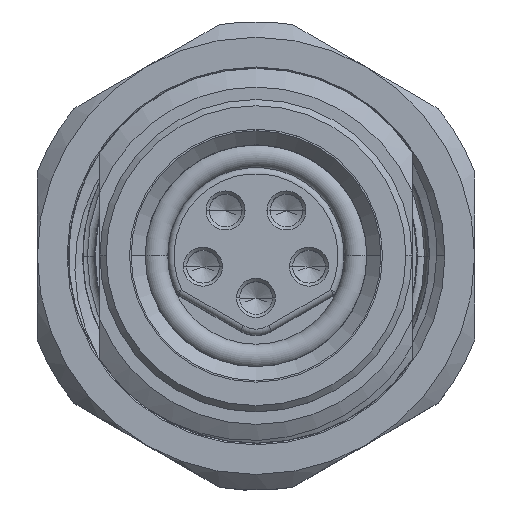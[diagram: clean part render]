
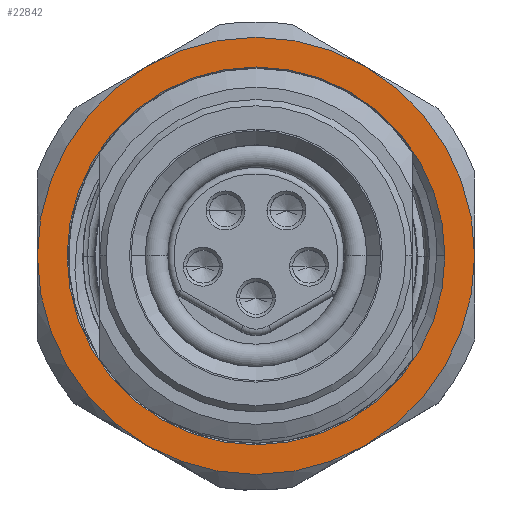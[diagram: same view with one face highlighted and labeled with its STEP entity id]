
A CAD part, top view. The second image highlights one B-rep face of the part: STEP entity #22842.
In plain terms, the highlighted planar face has unit normal (0, 0, 1).
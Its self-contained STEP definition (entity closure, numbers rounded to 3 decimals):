
#21440=CARTESIAN_POINT('',(0.,0.,2.2));
#21441=DIRECTION('',(0.,0.,-1.));
#21442=DIRECTION('',(1.,0.,0.));
#21443=AXIS2_PLACEMENT_3D('',#21440,#21441,#21442);
#21445=CARTESIAN_POINT('',(0.,0.,2.2));
#21446=DIRECTION('',(0.,0.,-1.));
#21447=DIRECTION('',(-1.,0.,0.));
#21448=AXIS2_PLACEMENT_3D('',#21445,#21446,#21447);
#21450=CARTESIAN_POINT('',(0.,0.,2.2));
#21451=DIRECTION('',(0.,0.,-1.));
#21452=DIRECTION('',(0.5,0.866,0.));
#21453=AXIS2_PLACEMENT_3D('',#21450,#21451,#21452);
#21455=CARTESIAN_POINT('',(0.,0.,2.2));
#21456=DIRECTION('',(0.,0.,-1.));
#21457=DIRECTION('',(1.,0.,0.));
#21458=AXIS2_PLACEMENT_3D('',#21455,#21456,#21457);
#21460=CARTESIAN_POINT('',(0.,0.,2.2));
#21461=DIRECTION('',(0.,0.,-1.));
#21462=DIRECTION('',(-0.5,-0.866,0.));
#21463=AXIS2_PLACEMENT_3D('',#21460,#21461,#21462);
#21465=CARTESIAN_POINT('',(0.,0.,2.2));
#21466=DIRECTION('',(0.,0.,-1.));
#21467=DIRECTION('',(-1.,0.,0.));
#21468=AXIS2_PLACEMENT_3D('',#21465,#21466,#21467);
#21475=CARTESIAN_POINT('',(0.,0.,2.2));
#21476=DIRECTION('',(0.,0.,1.));
#21477=DIRECTION('',(0.5,0.866,0.));
#21478=AXIS2_PLACEMENT_3D('',#21475,#21476,#21477);
#21767=CARTESIAN_POINT('',(0.,0.,2.2));
#21768=DIRECTION('',(0.,0.,1.));
#21769=DIRECTION('',(-0.5,-0.866,0.));
#21770=AXIS2_PLACEMENT_3D('',#21767,#21768,#21769);
#22002=CARTESIAN_POINT('',(6.05,0.,2.2));
#22003=CARTESIAN_POINT('',(-6.05,0.,2.2));
#22004=VERTEX_POINT('',#22002);
#22005=VERTEX_POINT('',#22003);
#22055=CARTESIAN_POINT('',(3.5,6.062,2.2));
#22056=CARTESIAN_POINT('',(7.,0.,2.2));
#22057=VERTEX_POINT('',#22055);
#22058=VERTEX_POINT('',#22056);
#22059=CARTESIAN_POINT('',(3.5,-6.062,2.2));
#22060=VERTEX_POINT('',#22059);
#22061=CARTESIAN_POINT('',(-3.5,-6.062,2.2));
#22062=CARTESIAN_POINT('',(-7.,0.,2.2));
#22063=VERTEX_POINT('',#22061);
#22064=VERTEX_POINT('',#22062);
#22065=CARTESIAN_POINT('',(-3.5,6.062,2.2));
#22066=VERTEX_POINT('',#22065);
#22819=CARTESIAN_POINT('',(0.,0.,2.2));
#22820=DIRECTION('',(0.,0.,1.));
#22821=DIRECTION('',(-1.,0.,0.));
#22822=AXIS2_PLACEMENT_3D('',#22819,#22820,#22821);
#22823=PLANE('',#22822);
#22825=ORIENTED_EDGE('',*,*,#22824,.F.);
#22827=ORIENTED_EDGE('',*,*,#22826,.T.);
#22829=ORIENTED_EDGE('',*,*,#22828,.T.);
#22831=ORIENTED_EDGE('',*,*,#22830,.F.);
#22833=ORIENTED_EDGE('',*,*,#22832,.T.);
#22835=ORIENTED_EDGE('',*,*,#22834,.T.);
#22836=EDGE_LOOP('',(#22825,#22827,#22829,#22831,#22833,#22835));
#22837=FACE_OUTER_BOUND('',#22836,.F.);
#22838=ORIENTED_EDGE('',*,*,#22492,.F.);
#22839=ORIENTED_EDGE('',*,*,#22812,.F.);
#22840=EDGE_LOOP('',(#22838,#22839));
#22841=FACE_BOUND('',#22840,.F.);
#21444=CIRCLE('',#21443,6.05);
#21449=CIRCLE('',#21448,6.05);
#21454=CIRCLE('',#21453,7.);
#21459=CIRCLE('',#21458,7.);
#21464=CIRCLE('',#21463,7.);
#21469=CIRCLE('',#21468,7.);
#21479=CIRCLE('',#21478,7.);
#21771=CIRCLE('',#21770,7.);
#22492=EDGE_CURVE('',#22004,#22005,#21444,.T.);
#22812=EDGE_CURVE('',#22005,#22004,#21449,.T.);
#22824=EDGE_CURVE('',#22057,#22066,#21479,.T.);
#22826=EDGE_CURVE('',#22057,#22058,#21454,.T.);
#22828=EDGE_CURVE('',#22058,#22060,#21459,.T.);
#22830=EDGE_CURVE('',#22063,#22060,#21771,.T.);
#22832=EDGE_CURVE('',#22063,#22064,#21464,.T.);
#22834=EDGE_CURVE('',#22064,#22066,#21469,.T.);
#22842=ADVANCED_FACE('',(#22837,#22841),#22823,.T.);
